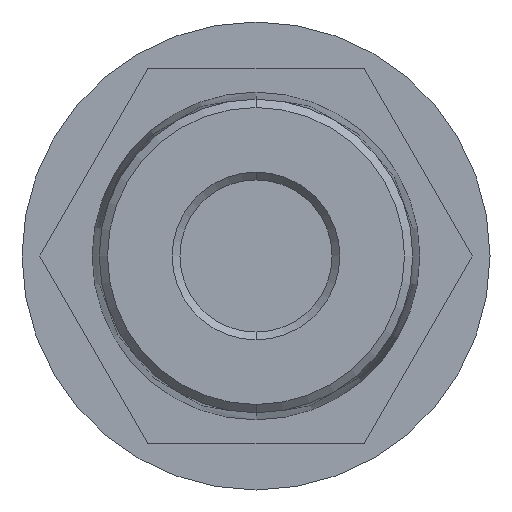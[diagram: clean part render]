
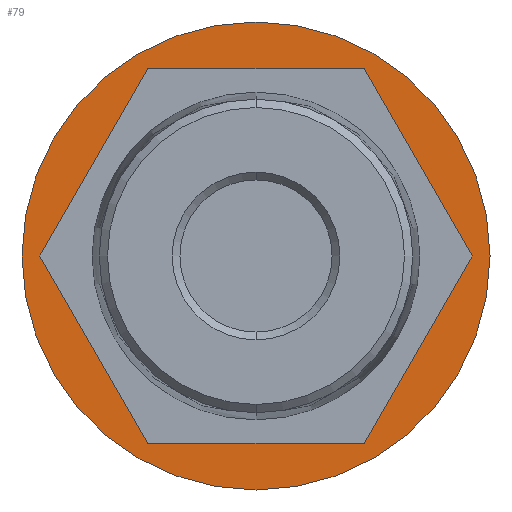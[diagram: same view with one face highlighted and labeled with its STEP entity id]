
A CAD part, front view. The second image highlights one B-rep face of the part: STEP entity #79.
In plain terms, the highlighted planar face has unit normal (0, -1, 0).
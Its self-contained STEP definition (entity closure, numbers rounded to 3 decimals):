
#5 = VERTEX_POINT ( 'NONE', #280 ) ;
#32 = VERTEX_POINT ( 'NONE', #361 ) ;
#41 = EDGE_CURVE ( 'NONE', #32, #5, #343, .T. ) ;
#75 = ORIENTED_EDGE ( 'NONE', *, *, #204, .T. ) ;
#76 = EDGE_CURVE ( 'NONE', #81, #85, #324, .T. ) ;
#77 = VERTEX_POINT ( 'NONE', #331 ) ;
#78 = VERTEX_POINT ( 'NONE', #326 ) ;
#79 = ADVANCED_FACE ( 'NONE', ( #325, #319 ), #420, .F. ) ;
#80 = ORIENTED_EDGE ( 'NONE', *, *, #84, .T. ) ;
#81 = VERTEX_POINT ( 'NONE', #320 ) ;
#82 = VERTEX_POINT ( 'NONE', #338 ) ;
#83 = ORIENTED_EDGE ( 'NONE', *, *, #213, .T. ) ;
#84 = EDGE_CURVE ( 'NONE', #82, #81, #314, .T. ) ;
#85 = VERTEX_POINT ( 'NONE', #310 ) ;
#95 = EDGE_CURVE ( 'NONE', #5, #32, #449, .T. ) ;
#194 = ORIENTED_EDGE ( 'NONE', *, *, #201, .T. ) ;
#196 = ORIENTED_EDGE ( 'NONE', *, *, #41, .T. ) ;
#200 = ORIENTED_EDGE ( 'NONE', *, *, #95, .T. ) ;
#201 = EDGE_CURVE ( 'NONE', #205, #77, #645, .T. ) ;
#202 = EDGE_LOOP ( 'NONE', ( #200, #196 ) ) ;
#204 = EDGE_CURVE ( 'NONE', #85, #205, #638, .T. ) ;
#205 = VERTEX_POINT ( 'NONE', #636 ) ;
#206 = ORIENTED_EDGE ( 'NONE', *, *, #76, .T. ) ;
#211 = EDGE_CURVE ( 'NONE', #77, #78, #631, .T. ) ;
#213 = EDGE_CURVE ( 'NONE', #78, #82, #630, .T. ) ;
#214 = ORIENTED_EDGE ( 'NONE', *, *, #211, .T. ) ;
#215 = EDGE_LOOP ( 'NONE', ( #214, #83, #80, #206, #75, #194 ) ) ;
#280 = CARTESIAN_POINT ( 'NONE',  ( 0., 26., 15. ) ) ;
#310 = CARTESIAN_POINT ( 'NONE',  ( -13.856, 26., 0. ) ) ;
#311 = AXIS2_PLACEMENT_3D ( 'NONE', #439, #438, #437 ) ;
#313 = CARTESIAN_POINT ( 'NONE',  ( 6.928, 26., -12. ) ) ;
#314 = LINE ( 'NONE', #313, #462 ) ;
#315 = DIRECTION ( 'NONE',  ( 0., 0., 1. ) ) ;
#316 = DIRECTION ( 'NONE',  ( 0., 1., 0. ) ) ;
#318 = AXIS2_PLACEMENT_3D ( 'NONE', #411, #316, #315 ) ;
#319 = FACE_OUTER_BOUND ( 'NONE', #202, .T. ) ;
#320 = CARTESIAN_POINT ( 'NONE',  ( -6.928, 26., -12. ) ) ;
#321 = DIRECTION ( 'NONE',  ( -0.5, 0., 0.866 ) ) ;
#322 = VECTOR ( 'NONE', #321, 1000. ) ;
#323 = CARTESIAN_POINT ( 'NONE',  ( -6.928, 26., -12. ) ) ;
#324 = LINE ( 'NONE', #323, #322 ) ;
#325 = FACE_BOUND ( 'NONE', #215, .T. ) ;
#326 = CARTESIAN_POINT ( 'NONE',  ( 13.856, 26., 0. ) ) ;
#331 = CARTESIAN_POINT ( 'NONE',  ( 6.928, 26., 12. ) ) ;
#338 = CARTESIAN_POINT ( 'NONE',  ( 6.928, 26., -12. ) ) ;
#341 = CARTESIAN_POINT ( 'NONE',  ( 0., 26., 0. ) ) ;
#343 = CIRCLE ( 'NONE', #349, 15. ) ;
#349 = AXIS2_PLACEMENT_3D ( 'NONE', #341, #428, #427 ) ;
#361 = CARTESIAN_POINT ( 'NONE',  ( 0., 26., -15. ) ) ;
#411 = CARTESIAN_POINT ( 'NONE',  ( 0., 26., 0. ) ) ;
#420 = PLANE ( 'NONE',  #318 ) ;
#427 = DIRECTION ( 'NONE',  ( 0., 0., 1. ) ) ;
#428 = DIRECTION ( 'NONE',  ( 0., -1., 0. ) ) ;
#437 = DIRECTION ( 'NONE',  ( 0., 0., 1. ) ) ;
#438 = DIRECTION ( 'NONE',  ( 0., -1., 0. ) ) ;
#439 = CARTESIAN_POINT ( 'NONE',  ( 0., 26., 0. ) ) ;
#449 = CIRCLE ( 'NONE', #311, 15. ) ;
#461 = DIRECTION ( 'NONE',  ( -1., 0., 0. ) ) ;
#462 = VECTOR ( 'NONE', #461, 1000. ) ;
#581 = VECTOR ( 'NONE', #618, 1000. ) ;
#618 = DIRECTION ( 'NONE',  ( -0.5, 0., -0.866 ) ) ;
#619 = CARTESIAN_POINT ( 'NONE',  ( 13.856, 26., 0. ) ) ;
#621 = DIRECTION ( 'NONE',  ( 0.5, 0., -0.866 ) ) ;
#622 = VECTOR ( 'NONE', #621, 1000. ) ;
#623 = CARTESIAN_POINT ( 'NONE',  ( 6.928, 26., 12. ) ) ;
#630 = LINE ( 'NONE', #619, #581 ) ;
#631 = LINE ( 'NONE', #623, #622 ) ;
#634 = DIRECTION ( 'NONE',  ( 0.5, 0., 0.866 ) ) ;
#635 = VECTOR ( 'NONE', #634, 1000. ) ;
#636 = CARTESIAN_POINT ( 'NONE',  ( -6.928, 26., 12. ) ) ;
#637 = CARTESIAN_POINT ( 'NONE',  ( -13.856, 26., 0. ) ) ;
#638 = LINE ( 'NONE', #637, #635 ) ;
#639 = DIRECTION ( 'NONE',  ( 1., 0., 0. ) ) ;
#640 = VECTOR ( 'NONE', #639, 1000. ) ;
#641 = CARTESIAN_POINT ( 'NONE',  ( -6.928, 26., 12. ) ) ;
#645 = LINE ( 'NONE', #641, #640 ) ;
